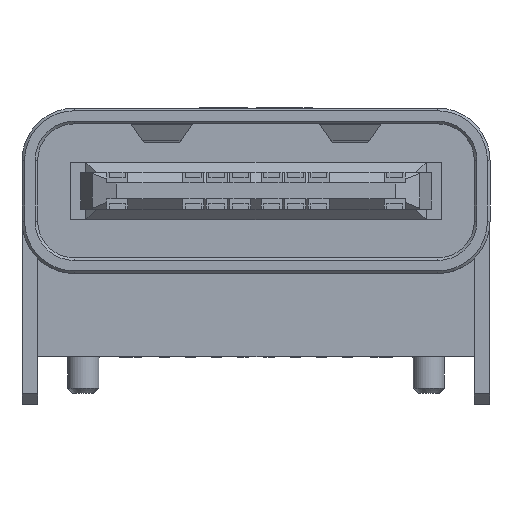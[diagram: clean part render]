
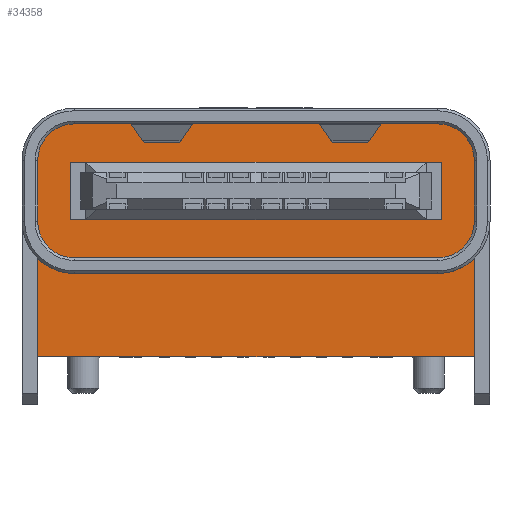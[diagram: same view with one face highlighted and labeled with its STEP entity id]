
A CAD part, front view. The second image highlights one B-rep face of the part: STEP entity #34358.
In plain terms, the highlighted planar face has unit normal (0, -1, 0).
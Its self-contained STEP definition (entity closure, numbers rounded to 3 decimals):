
#117 = DIRECTION ( 'NONE',  ( 1., 0., 0. ) ) ;
#240 = LINE ( 'NONE', #21165, #29103 ) ;
#783 = CARTESIAN_POINT ( 'NONE',  ( 3.55, 1.245, 1.03 ) ) ;
#1418 = VERTEX_POINT ( 'NONE', #35105 ) ;
#1658 = DIRECTION ( 'NONE',  ( 0., 0., 1. ) ) ;
#1854 = DIRECTION ( 'NONE',  ( 0., 1., 0. ) ) ;
#2271 = VERTEX_POINT ( 'NONE', #26221 ) ;
#2397 = EDGE_CURVE ( 'NONE', #1418, #9570, #22021, .T. ) ;
#2899 = LINE ( 'NONE', #32155, #15421 ) ;
#2952 = CARTESIAN_POINT ( 'NONE',  ( -3.47, 1.245, 2.86 ) ) ;
#3243 = LINE ( 'NONE', #17684, #29675 ) ;
#3434 = DIRECTION ( 'NONE',  ( -1., 0., 0. ) ) ;
#5106 = ORIENTED_EDGE ( 'NONE', *, *, #27655, .T. ) ;
#5286 = EDGE_LOOP ( 'NONE', ( #5383, #36724, #9555, #35242 ) ) ;
#5383 = ORIENTED_EDGE ( 'NONE', *, *, #27717, .T. ) ;
#5803 = LINE ( 'NONE', #2952, #28520 ) ;
#5856 = AXIS2_PLACEMENT_3D ( 'NONE', #21316, #7014, #35888 ) ;
#7014 = DIRECTION ( 'NONE',  ( 0., -1., 0. ) ) ;
#7515 = PLANE ( 'NONE',  #32216 ) ;
#7585 = LINE ( 'NONE', #16855, #19851 ) ;
#8933 = VECTOR ( 'NONE', #33574, 1000. ) ;
#9016 = VERTEX_POINT ( 'NONE', #30194 ) ;
#9299 = CARTESIAN_POINT ( 'NONE',  ( 4.17, 1.245, -1.59 ) ) ;
#9516 = LINE ( 'NONE', #783, #20176 ) ;
#9555 = ORIENTED_EDGE ( 'NONE', *, *, #20521, .T. ) ;
#9570 = VERTEX_POINT ( 'NONE', #26318 ) ;
#10670 = AXIS2_PLACEMENT_3D ( 'NONE', #20543, #1854, #27526 ) ;
#11032 = ORIENTED_EDGE ( 'NONE', *, *, #21832, .T. ) ;
#11454 = DIRECTION ( 'NONE',  ( 0., 0., 1. ) ) ;
#11604 = DIRECTION ( 'NONE',  ( 0., 0., -1. ) ) ;
#11782 = ORIENTED_EDGE ( 'NONE', *, *, #2397, .F. ) ;
#12016 = CARTESIAN_POINT ( 'NONE',  ( 4.17, 1.245, 11.55 ) ) ;
#12640 = CARTESIAN_POINT ( 'NONE',  ( -3.55, 1.245, 1.03 ) ) ;
#13684 = LINE ( 'NONE', #25323, #15195 ) ;
#15195 = VECTOR ( 'NONE', #31561, 1000. ) ;
#15421 = VECTOR ( 'NONE', #11604, 1000. ) ;
#16192 = ORIENTED_EDGE ( 'NONE', *, *, #33408, .F. ) ;
#16664 = DIRECTION ( 'NONE',  ( 1., 0., 0. ) ) ;
#16855 = CARTESIAN_POINT ( 'NONE',  ( 3.55, 1.245, 2.13 ) ) ;
#17032 = VERTEX_POINT ( 'NONE', #19384 ) ;
#17334 = VERTEX_POINT ( 'NONE', #12640 ) ;
#17671 = EDGE_LOOP ( 'NONE', ( #11032, #17971, #5106, #16192, #22263, #11782 ) ) ;
#17684 = CARTESIAN_POINT ( 'NONE',  ( 4.17, 1.245, -15.03 ) ) ;
#17887 = DIRECTION ( 'NONE',  ( 1., 0., 0. ) ) ;
#17971 = ORIENTED_EDGE ( 'NONE', *, *, #33794, .T. ) ;
#19384 = CARTESIAN_POINT ( 'NONE',  ( 3.55, 1.245, 2.13 ) ) ;
#19813 = CIRCLE ( 'NONE', #10670, 0.7 ) ;
#19851 = VECTOR ( 'NONE', #16664, 1000. ) ;
#19990 = VERTEX_POINT ( 'NONE', #36001 ) ;
#20176 = VECTOR ( 'NONE', #3434, 1000. ) ;
#20271 = DIRECTION ( 'NONE',  ( 0., -1., 0. ) ) ;
#20498 = CARTESIAN_POINT ( 'NONE',  ( 4.17, 1.245, 2.16 ) ) ;
#20521 = EDGE_CURVE ( 'NONE', #19990, #17334, #9516, .T. ) ;
#20543 = CARTESIAN_POINT ( 'NONE',  ( -3.47, 1.245, 2.16 ) ) ;
#21141 = CARTESIAN_POINT ( 'NONE',  ( -3.47, 1.245, 2.86 ) ) ;
#21165 = CARTESIAN_POINT ( 'NONE',  ( -4.17, 1.245, -1.59 ) ) ;
#21316 = CARTESIAN_POINT ( 'NONE',  ( 3.47, 1.245, 2.16 ) ) ;
#21832 = EDGE_CURVE ( 'NONE', #1418, #35718, #240, .T. ) ;
#22021 = LINE ( 'NONE', #27908, #8933 ) ;
#22263 = ORIENTED_EDGE ( 'NONE', *, *, #31340, .F. ) ;
#22867 = EDGE_CURVE ( 'NONE', #2271, #17334, #13684, .T. ) ;
#25323 = CARTESIAN_POINT ( 'NONE',  ( -3.55, 1.245, 2.13 ) ) ;
#25887 = VERTEX_POINT ( 'NONE', #21141 ) ;
#26221 = CARTESIAN_POINT ( 'NONE',  ( -3.55, 1.245, 2.13 ) ) ;
#26318 = CARTESIAN_POINT ( 'NONE',  ( -4.17, 1.245, 2.16 ) ) ;
#27089 = CIRCLE ( 'NONE', #5856, 0.7 ) ;
#27526 = DIRECTION ( 'NONE',  ( 0., 0., 1. ) ) ;
#27655 = EDGE_CURVE ( 'NONE', #34066, #9016, #27089, .T. ) ;
#27717 = EDGE_CURVE ( 'NONE', #2271, #17032, #7585, .T. ) ;
#27908 = CARTESIAN_POINT ( 'NONE',  ( -4.17, 1.245, -15.03 ) ) ;
#28520 = VECTOR ( 'NONE', #117, 1000. ) ;
#29103 = VECTOR ( 'NONE', #17887, 1000. ) ;
#29675 = VECTOR ( 'NONE', #1658, 1000. ) ;
#30194 = CARTESIAN_POINT ( 'NONE',  ( 3.47, 1.245, 2.86 ) ) ;
#30521 = EDGE_CURVE ( 'NONE', #17032, #19990, #2899, .T. ) ;
#31274 = FACE_BOUND ( 'NONE', #5286, .T. ) ;
#31340 = EDGE_CURVE ( 'NONE', #9570, #25887, #19813, .T. ) ;
#31561 = DIRECTION ( 'NONE',  ( 0., 0., -1. ) ) ;
#32155 = CARTESIAN_POINT ( 'NONE',  ( 3.55, 1.245, 2.13 ) ) ;
#32216 = AXIS2_PLACEMENT_3D ( 'NONE', #12016, #20271, #11454 ) ;
#33408 = EDGE_CURVE ( 'NONE', #25887, #9016, #5803, .T. ) ;
#33574 = DIRECTION ( 'NONE',  ( 0., 0., 1. ) ) ;
#33794 = EDGE_CURVE ( 'NONE', #35718, #34066, #3243, .T. ) ;
#33918 = FACE_OUTER_BOUND ( 'NONE', #17671, .T. ) ;
#34066 = VERTEX_POINT ( 'NONE', #20498 ) ;
#34358 = ADVANCED_FACE ( 'NONE', ( #33918, #31274 ), #7515, .T. ) ;
#35105 = CARTESIAN_POINT ( 'NONE',  ( -4.17, 1.245, -1.59 ) ) ;
#35242 = ORIENTED_EDGE ( 'NONE', *, *, #22867, .F. ) ;
#35718 = VERTEX_POINT ( 'NONE', #9299 ) ;
#35888 = DIRECTION ( 'NONE',  ( 0., 0., 1. ) ) ;
#36001 = CARTESIAN_POINT ( 'NONE',  ( 3.55, 1.245, 1.03 ) ) ;
#36724 = ORIENTED_EDGE ( 'NONE', *, *, #30521, .T. ) ;
